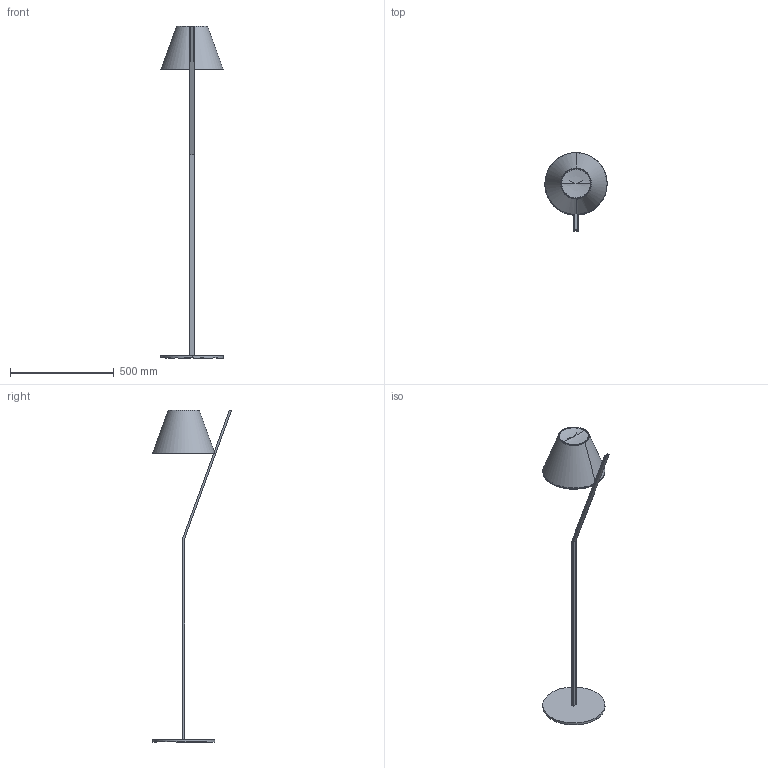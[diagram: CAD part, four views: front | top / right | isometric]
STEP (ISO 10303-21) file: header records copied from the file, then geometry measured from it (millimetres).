
FILE_DESCRIPTION(/* description */ (''),/* implementation_level */ '2;1');
FILE_NAME(/* name */ '3D Semplificato_Terra Quaglio Simonelli_La Petite terra',/* time_stamp */ '2016-02-02T17:40:39+01:00',/* author */ (''),/* organization */ (''),/* preprocessor_version */ 'ST-DEVELOPER v10',/* originating_system */ '',/* authorisation */ '');
FILE_SCHEMA (('CONFIG_CONTROL_DESIGN'));
Length unit declared in the file: millimetre
Products named in the file (1): 1
Bounding box: 299.7 x 380.6 x 1600 mm (x, y, z)
Volume: 1300855.6 mm3; surface area: 804697.8 mm2
Topology: 4 solids, 5 shells, 54 faces, 133 edges, 82 vertices
Faces by surface type: bspline 30, plane 24
Entity records: 1850 total; most frequent: CARTESIAN_POINT 981, ORIENTED_EDGE 245, EDGE_CURVE 125, VERTEX_POINT 82, B_SPLINE_CURVE_WITH_KNOTS 66, EDGE_LOOP 60, ADVANCED_FACE 54, FACE_OUTER_BOUND 54
